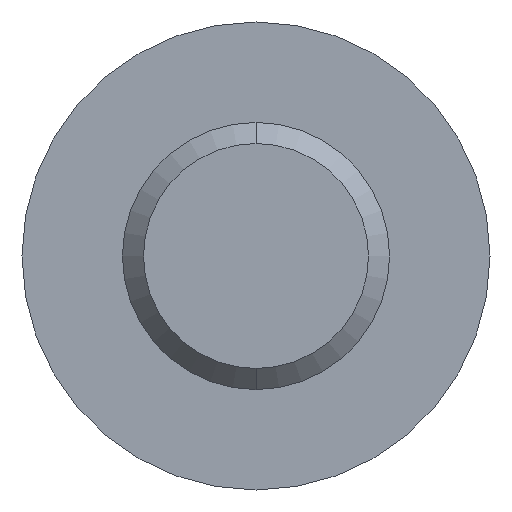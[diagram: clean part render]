
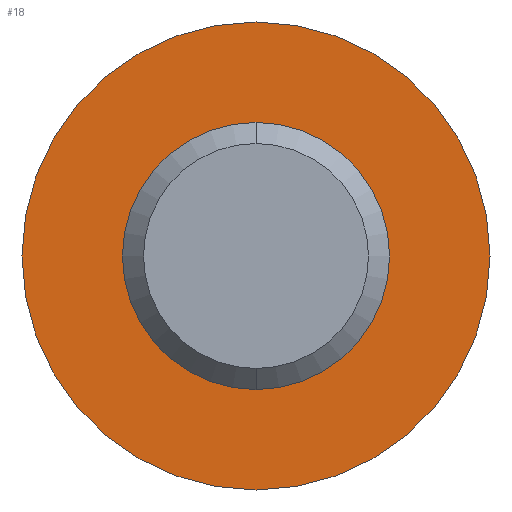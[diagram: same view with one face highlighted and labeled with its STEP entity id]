
A CAD part, front view. The second image highlights one B-rep face of the part: STEP entity #18.
In plain terms, the highlighted planar face has unit normal (0, -1, 0).
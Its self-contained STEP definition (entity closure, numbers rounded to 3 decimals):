
#11 = DIRECTION ( 'NONE',  ( 0., 0., -1. ) ) ;
#18 = ADVANCED_FACE ( 'NONE', ( #62, #372 ), #424, .T. ) ;
#25 = CARTESIAN_POINT ( 'NONE',  ( 5.563, 12.7, 0. ) ) ;
#34 = CARTESIAN_POINT ( 'NONE',  ( 0., 12.7, -3.175 ) ) ;
#51 = EDGE_LOOP ( 'NONE', ( #228, #493 ) ) ;
#52 = EDGE_CURVE ( 'NONE', #313, #122, #278, .T. ) ;
#62 = FACE_BOUND ( 'NONE', #51, .T. ) ;
#79 = DIRECTION ( 'NONE',  ( 0., -1., 0. ) ) ;
#85 = AXIS2_PLACEMENT_3D ( 'NONE', #25, #105, #257 ) ;
#86 = AXIS2_PLACEMENT_3D ( 'NONE', #433, #79, #302 ) ;
#105 = DIRECTION ( 'NONE',  ( 0., -1., 0. ) ) ;
#116 = AXIS2_PLACEMENT_3D ( 'NONE', #515, #355, #395 ) ;
#122 = VERTEX_POINT ( 'NONE', #195 ) ;
#132 = CIRCLE ( 'NONE', #86, 5.563 ) ;
#141 = EDGE_CURVE ( 'NONE', #285, #175, #451, .T. ) ;
#175 = VERTEX_POINT ( 'NONE', #34 ) ;
#193 = DIRECTION ( 'NONE',  ( 0., 0., -1. ) ) ;
#195 = CARTESIAN_POINT ( 'NONE',  ( 0., 12.7, -5.563 ) ) ;
#198 = EDGE_CURVE ( 'NONE', #175, #285, #334, .T. ) ;
#228 = ORIENTED_EDGE ( 'NONE', *, *, #198, .F. ) ;
#233 = ORIENTED_EDGE ( 'NONE', *, *, #491, .T. ) ;
#240 = EDGE_LOOP ( 'NONE', ( #233, #432 ) ) ;
#257 = DIRECTION ( 'NONE',  ( 0., 0., -1. ) ) ;
#278 = CIRCLE ( 'NONE', #459, 5.563 ) ;
#285 = VERTEX_POINT ( 'NONE', #332 ) ;
#302 = DIRECTION ( 'NONE',  ( 0., 0., -1. ) ) ;
#303 = AXIS2_PLACEMENT_3D ( 'NONE', #309, #440, #193 ) ;
#309 = CARTESIAN_POINT ( 'NONE',  ( 0., 12.7, 0. ) ) ;
#313 = VERTEX_POINT ( 'NONE', #419 ) ;
#322 = DIRECTION ( 'NONE',  ( 0., -1., 0. ) ) ;
#332 = CARTESIAN_POINT ( 'NONE',  ( 0., 12.7, 3.175 ) ) ;
#334 = CIRCLE ( 'NONE', #116, 3.175 ) ;
#355 = DIRECTION ( 'NONE',  ( 0., -1., 0. ) ) ;
#372 = FACE_OUTER_BOUND ( 'NONE', #240, .T. ) ;
#395 = DIRECTION ( 'NONE',  ( 0., 0., -1. ) ) ;
#419 = CARTESIAN_POINT ( 'NONE',  ( 0., 12.7, 5.563 ) ) ;
#424 = PLANE ( 'NONE',  #85 ) ;
#432 = ORIENTED_EDGE ( 'NONE', *, *, #52, .T. ) ;
#433 = CARTESIAN_POINT ( 'NONE',  ( 0., 12.7, 0. ) ) ;
#440 = DIRECTION ( 'NONE',  ( 0., -1., 0. ) ) ;
#449 = CARTESIAN_POINT ( 'NONE',  ( 0., 12.7, 0. ) ) ;
#451 = CIRCLE ( 'NONE', #303, 3.175 ) ;
#459 = AXIS2_PLACEMENT_3D ( 'NONE', #449, #322, #11 ) ;
#491 = EDGE_CURVE ( 'NONE', #122, #313, #132, .T. ) ;
#493 = ORIENTED_EDGE ( 'NONE', *, *, #141, .F. ) ;
#515 = CARTESIAN_POINT ( 'NONE',  ( 0., 12.7, 0. ) ) ;
